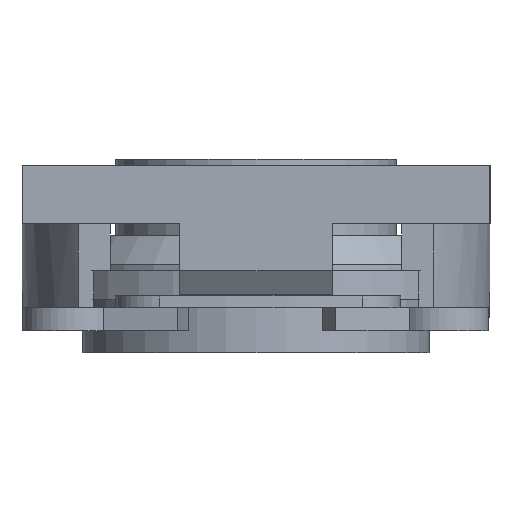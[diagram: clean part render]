
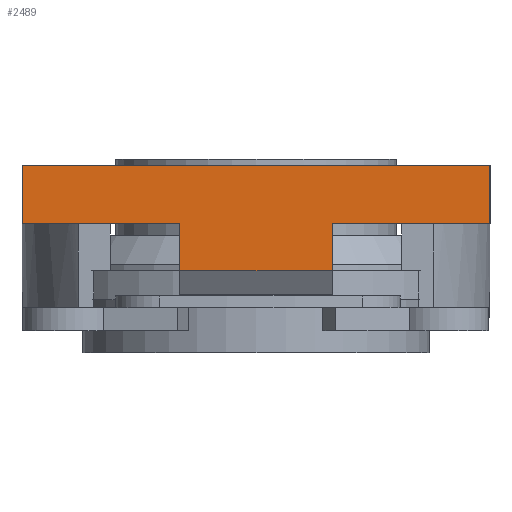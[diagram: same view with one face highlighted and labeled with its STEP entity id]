
A CAD part, left-side view. The second image highlights one B-rep face of the part: STEP entity #2489.
In plain terms, the highlighted planar face has unit normal (-1, 0, 0).
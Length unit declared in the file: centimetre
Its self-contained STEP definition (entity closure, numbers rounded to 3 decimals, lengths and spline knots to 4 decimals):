
#905=VERTEX_POINT('',#3582);
#906=VERTEX_POINT('',#3584);
#917=VERTEX_POINT('',#3617);
#919=VERTEX_POINT('',#3623);
#920=VERTEX_POINT('',#3628);
#923=VERTEX_POINT('',#3632);
#932=VERTEX_POINT('',#3675);
#935=VERTEX_POINT('',#3685);
#1052=VECTOR('',#2986,1.);
#1069=VECTOR('',#3009,1.);
#1072=VECTOR('',#3013,1.);
#1074=VECTOR('',#3016,1.);
#1093=VECTOR('',#3062,1.);
#1097=VECTOR('',#3068,1.);
#1098=VECTOR('',#3070,1.);
#1204=LINE('',#3583,#1052);
#1221=LINE('',#3618,#1069);
#1224=LINE('',#3624,#1072);
#1226=LINE('',#3627,#1074);
#1245=LINE('',#3678,#1093);
#1249=LINE('',#3686,#1097);
#1250=LINE('',#3688,#1098);
#1442=EDGE_CURVE('',#906,#905,#1204,.T.);
#1460=EDGE_CURVE('',#917,#905,#1221,.T.);
#1463=EDGE_CURVE('',#919,#917,#1224,.T.);
#1465=EDGE_CURVE('',#906,#920,#1226,.T.);
#1472=EDGE_CURVE('',#923,#919,#1226,.T.);
#1497=EDGE_CURVE('',#920,#932,#1245,.T.);
#1501=EDGE_CURVE('',#923,#935,#1249,.T.);
#1502=EDGE_CURVE('',#935,#932,#1250,.T.);
#1990=ORIENTED_EDGE('',*,*,#1460,.F.);
#1991=ORIENTED_EDGE('',*,*,#1463,.F.);
#1992=ORIENTED_EDGE('',*,*,#1472,.F.);
#1993=ORIENTED_EDGE('',*,*,#1501,.T.);
#1994=ORIENTED_EDGE('',*,*,#1502,.T.);
#1995=ORIENTED_EDGE('',*,*,#1497,.F.);
#1996=ORIENTED_EDGE('',*,*,#1465,.F.);
#1997=ORIENTED_EDGE('',*,*,#1442,.T.);
#2218=EDGE_LOOP('',(#1990,#1991,#1992,#1993,#1994,#1995,#1996,#1997));
#2359=FACE_BOUND('',#2218,.T.);
#2489=ADVANCED_FACE('',(#2359),#3873,.T.);
#2656=AXIS2_PLACEMENT_3D('',#3687,#3069,$);
#2986=DIRECTION('',(0.,0.,-1.));
#3009=DIRECTION('',(0.,1.,0.));
#3013=DIRECTION('',(0.,0.,-1.));
#3016=DIRECTION('',(0.,1.,0.));
#3062=DIRECTION('',(0.,0.,1.));
#3068=DIRECTION('',(0.,0.,1.));
#3069=DIRECTION('',(-1.,0.,0.));
#3070=DIRECTION('',(0.,1.,0.));
#3582=CARTESIAN_POINT('',(0.,1.325,-0.2));
#3583=CARTESIAN_POINT('',(0.,1.325,0.));
#3584=CARTESIAN_POINT('',(0.,1.325,0.));
#3617=CARTESIAN_POINT('',(0.,0.675,-0.2));
#3618=CARTESIAN_POINT('',(0.,1.,-0.2));
#3623=CARTESIAN_POINT('',(0.,0.675,0.));
#3624=CARTESIAN_POINT('',(0.,0.675,0.));
#3627=CARTESIAN_POINT('',(0.,0.,0.));
#3628=CARTESIAN_POINT('',(0.,2.,0.));
#3632=CARTESIAN_POINT('',(0.,0.,0.));
#3675=CARTESIAN_POINT('',(0.,2.,0.25));
#3678=CARTESIAN_POINT('',(0.,2.,0.));
#3685=CARTESIAN_POINT('',(0.,0.,0.25));
#3686=CARTESIAN_POINT('',(0.,0.,0.));
#3687=CARTESIAN_POINT('',(0.,1.,0.));
#3688=CARTESIAN_POINT('',(0.,0.,0.25));
#3873=PLANE('',#2656);
